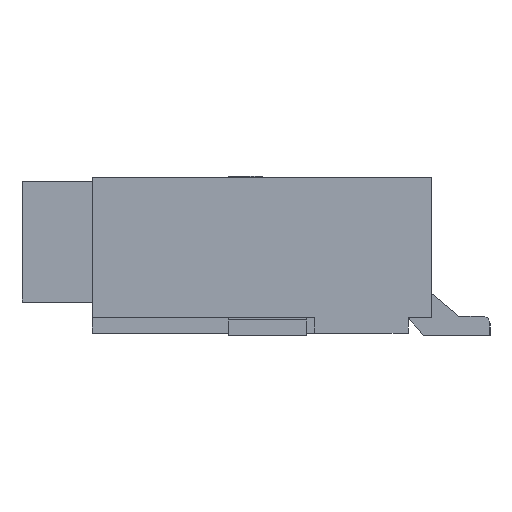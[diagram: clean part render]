
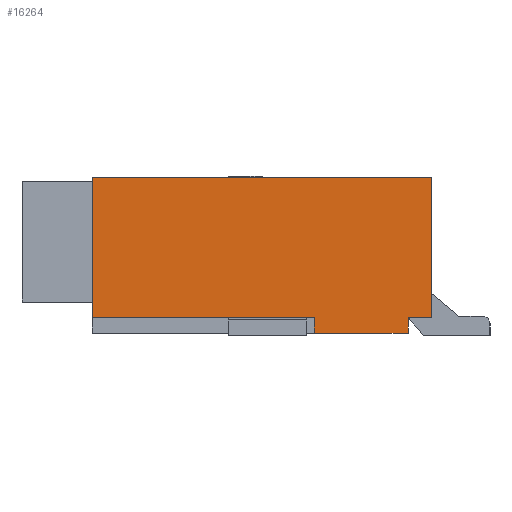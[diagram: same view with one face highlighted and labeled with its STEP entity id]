
A CAD part, left-side view. The second image highlights one B-rep face of the part: STEP entity #16264.
In plain terms, the highlighted planar face has unit normal (-1, 0, 0).
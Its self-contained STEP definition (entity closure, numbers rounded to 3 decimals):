
#522=FACE_OUTER_BOUND('',#1365,.T.);
#1365=EDGE_LOOP('',(#11000,#11001,#11002,#11003,#11004,#11005,#11006,#11007));
#2143=LINE('',#21782,#4192);
#2377=LINE('',#22539,#4426);
#2815=LINE('',#23377,#4864);
#2834=LINE('',#23416,#4883);
#2859=LINE('',#23461,#4908);
#2880=LINE('',#23500,#4929);
#2881=LINE('',#23502,#4930);
#2882=LINE('',#23503,#4931);
#4192=VECTOR('',#17956,1.);
#4426=VECTOR('',#18264,1.);
#4864=VECTOR('',#18750,1.);
#4883=VECTOR('',#18775,1.);
#4908=VECTOR('',#18806,1.);
#4929=VECTOR('',#18837,1.);
#4930=VECTOR('',#18838,1.);
#4931=VECTOR('',#18839,1.);
#6241=VERTEX_POINT('',#21779);
#6242=VERTEX_POINT('',#21781);
#6552=VERTEX_POINT('',#22538);
#6928=VERTEX_POINT('',#23376);
#6944=VERTEX_POINT('',#23413);
#6945=VERTEX_POINT('',#23415);
#6975=VERTEX_POINT('',#23499);
#6976=VERTEX_POINT('',#23501);
#7767=EDGE_CURVE('',#6241,#6242,#2143,.T.);
#8079=EDGE_CURVE('',#6552,#6242,#2377,.T.);
#8517=EDGE_CURVE('',#6552,#6928,#2815,.T.);
#8536=EDGE_CURVE('',#6944,#6945,#2834,.T.);
#8561=EDGE_CURVE('',#6945,#6241,#2859,.T.);
#8582=EDGE_CURVE('',#6944,#6975,#2880,.T.);
#8583=EDGE_CURVE('',#6975,#6976,#2881,.T.);
#8584=EDGE_CURVE('',#6976,#6928,#2882,.T.);
#11000=ORIENTED_EDGE('',*,*,#8561,.F.);
#11001=ORIENTED_EDGE('',*,*,#8536,.F.);
#11002=ORIENTED_EDGE('',*,*,#8582,.T.);
#11003=ORIENTED_EDGE('',*,*,#8583,.T.);
#11004=ORIENTED_EDGE('',*,*,#8584,.T.);
#11005=ORIENTED_EDGE('',*,*,#8517,.F.);
#11006=ORIENTED_EDGE('',*,*,#8079,.T.);
#11007=ORIENTED_EDGE('',*,*,#7767,.F.);
#14789=PLANE('',#17132);
#16264=ADVANCED_FACE('',(#522),#14789,.F.);
#17132=AXIS2_PLACEMENT_3D('',#23498,#18835,#18836);
#17956=DIRECTION('',(0.,-1.,0.));
#18264=DIRECTION('',(0.,0.,1.));
#18750=DIRECTION('',(0.,1.,0.));
#18775=DIRECTION('',(0.,1.,0.));
#18806=DIRECTION('',(0.,0.,1.));
#18835=DIRECTION('center_axis',(1.,0.,0.));
#18836=DIRECTION('ref_axis',(0.,0.,1.));
#18837=DIRECTION('',(0.,0.,-1.));
#18838=DIRECTION('',(0.,-1.,0.));
#18839=DIRECTION('',(0.,0.,1.));
#21779=CARTESIAN_POINT('',(-12.45,3.53,2.03));
#21781=CARTESIAN_POINT('',(-12.45,-0.82,2.03));
#21782=CARTESIAN_POINT('',(-12.45,4.43,2.03));
#22538=CARTESIAN_POINT('',(-12.45,-0.82,0.23));
#22539=CARTESIAN_POINT('',(-12.45,-0.82,2.03));
#23376=CARTESIAN_POINT('',(-12.45,-0.52,0.23));
#23377=CARTESIAN_POINT('',(-12.45,-0.82,0.23));
#23413=CARTESIAN_POINT('',(-12.45,0.68,0.23));
#23415=CARTESIAN_POINT('',(-12.45,3.53,0.23));
#23416=CARTESIAN_POINT('',(-12.45,-0.82,0.23));
#23461=CARTESIAN_POINT('',(-12.45,3.53,0.03));
#23498=CARTESIAN_POINT('Origin',(-12.45,4.43,2.03));
#23499=CARTESIAN_POINT('',(-12.45,0.68,0.03));
#23500=CARTESIAN_POINT('',(-12.45,0.68,0.23));
#23501=CARTESIAN_POINT('',(-12.45,-0.52,0.03));
#23502=CARTESIAN_POINT('',(-12.45,-0.52,0.03));
#23503=CARTESIAN_POINT('',(-12.45,-0.52,0.23));
